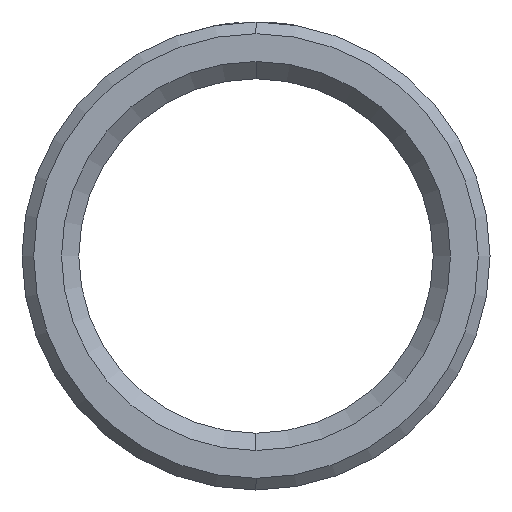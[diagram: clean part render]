
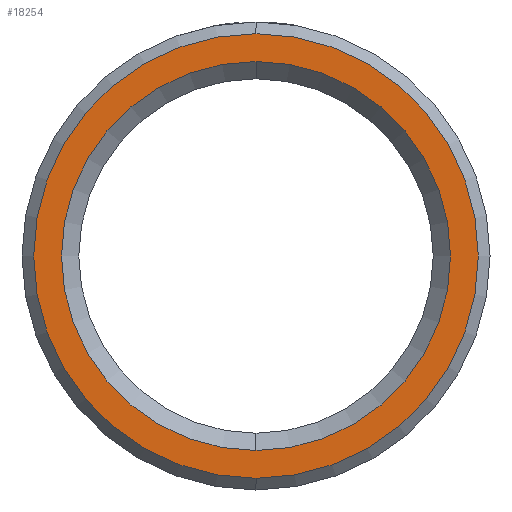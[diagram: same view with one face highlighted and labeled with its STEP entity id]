
A CAD part, left-side view. The second image highlights one B-rep face of the part: STEP entity #18254.
In plain terms, the highlighted planar face has unit normal (-1, 0, 0).
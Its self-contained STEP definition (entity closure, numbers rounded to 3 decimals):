
#433 = CARTESIAN_POINT ( 'NONE',  ( 0., 0., 0. ) ) ;
#1130 = CARTESIAN_POINT ( 'NONE',  ( 0., 0., 0. ) ) ;
#1287 = EDGE_LOOP ( 'NONE', ( #4690, #15184 ) ) ;
#1799 = AXIS2_PLACEMENT_3D ( 'NONE', #6024, #11643, #2993 ) ;
#2835 = EDGE_LOOP ( 'NONE', ( #11069, #10532 ) ) ;
#2993 = DIRECTION ( 'NONE',  ( 0., 0., -1. ) ) ;
#3024 = CARTESIAN_POINT ( 'NONE',  ( 0., 0., -19. ) ) ;
#3357 = EDGE_CURVE ( 'NONE', #12014, #4034, #14064, .T. ) ;
#3413 = CARTESIAN_POINT ( 'NONE',  ( 0., 0., -16.625 ) ) ;
#3491 = DIRECTION ( 'NONE',  ( 0., 0., -1. ) ) ;
#4034 = VERTEX_POINT ( 'NONE', #3413 ) ;
#4616 = AXIS2_PLACEMENT_3D ( 'NONE', #17967, #17729, #3491 ) ;
#4690 = ORIENTED_EDGE ( 'NONE', *, *, #18709, .T. ) ;
#4887 = EDGE_CURVE ( 'NONE', #4034, #12014, #14499, .T. ) ;
#5349 = DIRECTION ( 'NONE',  ( 0., 0., -1. ) ) ;
#6024 = CARTESIAN_POINT ( 'NONE',  ( 0., 0., 0. ) ) ;
#6696 = FACE_OUTER_BOUND ( 'NONE', #1287, .T. ) ;
#6903 = AXIS2_PLACEMENT_3D ( 'NONE', #1130, #18384, #5349 ) ;
#8315 = CARTESIAN_POINT ( 'NONE',  ( 0., 0., 0. ) ) ;
#8602 = AXIS2_PLACEMENT_3D ( 'NONE', #8315, #18475, #16424 ) ;
#9122 = DIRECTION ( 'NONE',  ( 0., 0., -1. ) ) ;
#10532 = ORIENTED_EDGE ( 'NONE', *, *, #4887, .T. ) ;
#11069 = ORIENTED_EDGE ( 'NONE', *, *, #3357, .T. ) ;
#11454 = CARTESIAN_POINT ( 'NONE',  ( 0., 0., 16.625 ) ) ;
#11643 = DIRECTION ( 'NONE',  ( -1., 0., 0. ) ) ;
#11877 = VERTEX_POINT ( 'NONE', #14074 ) ;
#12014 = VERTEX_POINT ( 'NONE', #11454 ) ;
#12129 = CIRCLE ( 'NONE', #1799, 19. ) ;
#12504 = VERTEX_POINT ( 'NONE', #3024 ) ;
#13755 = CIRCLE ( 'NONE', #4616, 19. ) ;
#13860 = PLANE ( 'NONE',  #6903 ) ;
#14064 = CIRCLE ( 'NONE', #8602, 16.625 ) ;
#14074 = CARTESIAN_POINT ( 'NONE',  ( 0., 0., 19. ) ) ;
#14499 = CIRCLE ( 'NONE', #14837, 16.625 ) ;
#14837 = AXIS2_PLACEMENT_3D ( 'NONE', #433, #17775, #9122 ) ;
#15184 = ORIENTED_EDGE ( 'NONE', *, *, #18825, .T. ) ;
#16424 = DIRECTION ( 'NONE',  ( 0., 0., -1. ) ) ;
#17729 = DIRECTION ( 'NONE',  ( -1., 0., 0. ) ) ;
#17775 = DIRECTION ( 'NONE',  ( 1., 0., 0. ) ) ;
#17967 = CARTESIAN_POINT ( 'NONE',  ( 0., 0., 0. ) ) ;
#18254 = ADVANCED_FACE ( 'NONE', ( #6696, #18289 ), #13860, .F. ) ;
#18289 = FACE_BOUND ( 'NONE', #2835, .T. ) ;
#18384 = DIRECTION ( 'NONE',  ( 1., 0., 0. ) ) ;
#18475 = DIRECTION ( 'NONE',  ( 1., 0., 0. ) ) ;
#18709 = EDGE_CURVE ( 'NONE', #12504, #11877, #12129, .T. ) ;
#18825 = EDGE_CURVE ( 'NONE', #11877, #12504, #13755, .T. ) ;
